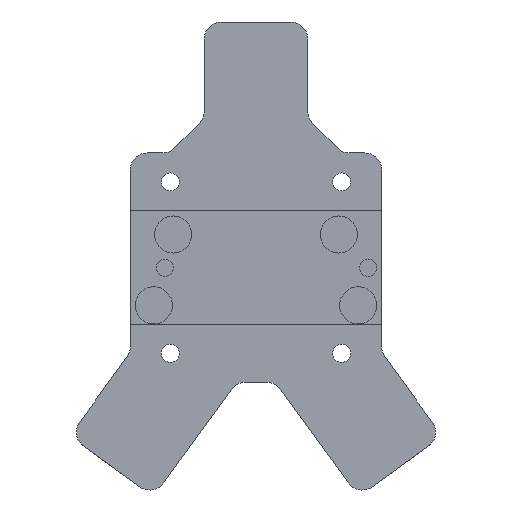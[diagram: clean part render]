
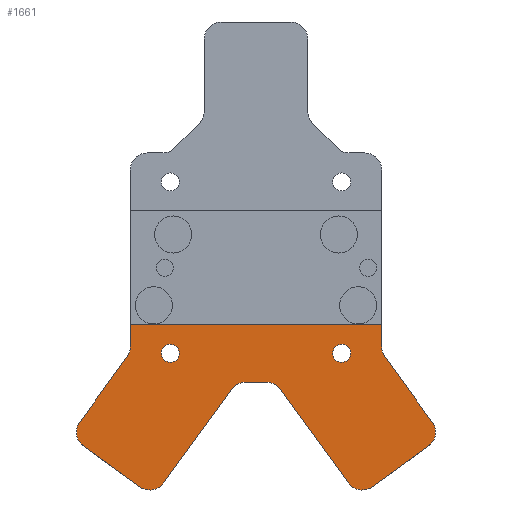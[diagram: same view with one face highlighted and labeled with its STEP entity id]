
A CAD part, front view. The second image highlights one B-rep face of the part: STEP entity #1661.
In plain terms, the highlighted planar face has unit normal (0, -1, 0).
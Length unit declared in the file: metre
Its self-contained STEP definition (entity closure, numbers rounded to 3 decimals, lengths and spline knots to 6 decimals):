
#72=CIRCLE('',#1781,0.001575);
#74=CIRCLE('',#1784,0.001575);
#108=CIRCLE('',#1824,0.003);
#109=CIRCLE('',#1825,0.003);
#110=CIRCLE('',#1826,0.003);
#111=CIRCLE('',#1827,0.003);
#112=CIRCLE('',#1828,0.003);
#113=CIRCLE('',#1829,0.003);
#114=CIRCLE('',#1830,0.003);
#115=CIRCLE('',#1831,0.003);
#354=ORIENTED_EDGE('',*,*,#753,.F.);
#355=ORIENTED_EDGE('',*,*,#754,.T.);
#356=ORIENTED_EDGE('',*,*,#755,.T.);
#357=ORIENTED_EDGE('',*,*,#756,.T.);
#358=ORIENTED_EDGE('',*,*,#682,.F.);
#359=ORIENTED_EDGE('',*,*,#757,.T.);
#360=ORIENTED_EDGE('',*,*,#676,.T.);
#361=ORIENTED_EDGE('',*,*,#758,.T.);
#362=ORIENTED_EDGE('',*,*,#759,.F.);
#363=ORIENTED_EDGE('',*,*,#760,.T.);
#364=ORIENTED_EDGE('',*,*,#761,.F.);
#365=ORIENTED_EDGE('',*,*,#762,.T.);
#366=ORIENTED_EDGE('',*,*,#763,.T.);
#367=ORIENTED_EDGE('',*,*,#764,.T.);
#368=ORIENTED_EDGE('',*,*,#672,.F.);
#369=ORIENTED_EDGE('',*,*,#765,.T.);
#370=ORIENTED_EDGE('',*,*,#766,.F.);
#371=ORIENTED_EDGE('',*,*,#767,.T.);
#372=ORIENTED_EDGE('',*,*,#696,.F.);
#373=ORIENTED_EDGE('',*,*,#694,.F.);
#672=EDGE_CURVE('',#888,#889,#1048,.T.);
#676=EDGE_CURVE('',#893,#892,#1052,.T.);
#682=EDGE_CURVE('',#898,#899,#1058,.T.);
#694=EDGE_CURVE('',#910,#910,#72,.F.);
#696=EDGE_CURVE('',#912,#912,#74,.F.);
#753=EDGE_CURVE('',#958,#959,#1093,.T.);
#754=EDGE_CURVE('',#958,#960,#108,.F.);
#755=EDGE_CURVE('',#960,#961,#1094,.T.);
#756=EDGE_CURVE('',#961,#899,#109,.T.);
#757=EDGE_CURVE('',#898,#893,#1095,.T.);
#758=EDGE_CURVE('',#892,#962,#110,.T.);
#759=EDGE_CURVE('',#963,#962,#1096,.T.);
#760=EDGE_CURVE('',#963,#964,#111,.F.);
#761=EDGE_CURVE('',#965,#964,#1097,.T.);
#762=EDGE_CURVE('',#965,#966,#112,.F.);
#763=EDGE_CURVE('',#966,#967,#1098,.T.);
#764=EDGE_CURVE('',#967,#889,#113,.T.);
#765=EDGE_CURVE('',#888,#968,#114,.T.);
#766=EDGE_CURVE('',#969,#968,#1099,.T.);
#767=EDGE_CURVE('',#969,#959,#115,.F.);
#888=VERTEX_POINT('',#2581);
#889=VERTEX_POINT('',#2583);
#892=VERTEX_POINT('',#2590);
#893=VERTEX_POINT('',#2592);
#898=VERTEX_POINT('',#2604);
#899=VERTEX_POINT('',#2605);
#910=VERTEX_POINT('',#2630);
#912=VERTEX_POINT('',#2635);
#958=VERTEX_POINT('',#2744);
#959=VERTEX_POINT('',#2745);
#960=VERTEX_POINT('',#2747);
#961=VERTEX_POINT('',#2749);
#962=VERTEX_POINT('',#2753);
#963=VERTEX_POINT('',#2755);
#964=VERTEX_POINT('',#2757);
#965=VERTEX_POINT('',#2759);
#966=VERTEX_POINT('',#2761);
#967=VERTEX_POINT('',#2763);
#968=VERTEX_POINT('',#2766);
#969=VERTEX_POINT('',#2768);
#1048=LINE('',#2582,#1190);
#1052=LINE('',#2591,#1194);
#1058=LINE('',#2603,#1200);
#1093=LINE('',#2743,#1235);
#1094=LINE('',#2748,#1236);
#1095=LINE('',#2751,#1237);
#1096=LINE('',#2754,#1238);
#1097=LINE('',#2758,#1239);
#1098=LINE('',#2762,#1240);
#1099=LINE('',#2767,#1241);
#1190=VECTOR('',#2048,1.);
#1194=VECTOR('',#2054,1.);
#1200=VECTOR('',#2062,1.);
#1235=VECTOR('',#2187,1.);
#1236=VECTOR('',#2190,1.);
#1237=VECTOR('',#2193,1.);
#1238=VECTOR('',#2196,1.);
#1239=VECTOR('',#2199,1.);
#1240=VECTOR('',#2202,1.);
#1241=VECTOR('',#2207,1.);
#1339=EDGE_LOOP('',(#354,#355,#356,#357,#358,#359,#360,#361,#362,#363,#364,
#365,#366,#367,#368,#369,#370,#371));
#1340=EDGE_LOOP('',(#372));
#1341=EDGE_LOOP('',(#373));
#1481=FACE_BOUND('',#1339,.T.);
#1482=FACE_BOUND('',#1340,.T.);
#1483=FACE_BOUND('',#1341,.T.);
#1594=PLANE('',#1823);
#1661=ADVANCED_FACE('',(#1481,#1482,#1483),#1594,.F.);
#1781=AXIS2_PLACEMENT_3D('',#2629,#2078,#2079);
#1784=AXIS2_PLACEMENT_3D('',#2634,#2084,#2085);
#1823=AXIS2_PLACEMENT_3D('',#2742,#2185,#2186);
#1824=AXIS2_PLACEMENT_3D('',#2746,#2188,#2189);
#1825=AXIS2_PLACEMENT_3D('',#2750,#2191,#2192);
#1826=AXIS2_PLACEMENT_3D('',#2752,#2194,#2195);
#1827=AXIS2_PLACEMENT_3D('',#2756,#2197,#2198);
#1828=AXIS2_PLACEMENT_3D('',#2760,#2200,#2201);
#1829=AXIS2_PLACEMENT_3D('',#2764,#2203,#2204);
#1830=AXIS2_PLACEMENT_3D('',#2765,#2205,#2206);
#1831=AXIS2_PLACEMENT_3D('',#2769,#2208,#2209);
#2048=DIRECTION('',(-1.,0.,0.));
#2054=DIRECTION('',(0.,0.,-1.));
#2062=DIRECTION('',(0.,0.,-1.));
#2078=DIRECTION('',(0.,1.,0.));
#2079=DIRECTION('',(-1.,0.,0.));
#2084=DIRECTION('',(0.,1.,0.));
#2085=DIRECTION('',(-1.,0.,0.));
#2185=DIRECTION('',(0.,1.,0.));
#2186=DIRECTION('',(-1.,0.,0.));
#2187=DIRECTION('',(-0.809,0.,-0.588));
#2188=DIRECTION('',(0.,1.,0.));
#2189=DIRECTION('',(-1.,0.,0.));
#2190=DIRECTION('',(-0.588,0.,0.809));
#2191=DIRECTION('',(0.,1.,0.));
#2192=DIRECTION('',(-1.,0.,0.));
#2193=DIRECTION('',(-1.,0.,0.));
#2194=DIRECTION('',(0.,1.,0.));
#2195=DIRECTION('',(-1.,0.,0.));
#2196=DIRECTION('',(0.588,0.,0.809));
#2197=DIRECTION('',(0.,1.,0.));
#2198=DIRECTION('',(-1.,0.,0.));
#2199=DIRECTION('',(-0.809,0.,0.588));
#2200=DIRECTION('',(0.,1.,0.));
#2201=DIRECTION('',(-1.,0.,0.));
#2202=DIRECTION('',(0.588,0.,0.809));
#2203=DIRECTION('',(0.,1.,0.));
#2204=DIRECTION('',(-1.,0.,0.));
#2205=DIRECTION('',(0.,1.,0.));
#2206=DIRECTION('',(-1.,0.,0.));
#2207=DIRECTION('',(-0.588,0.,0.809));
#2208=DIRECTION('',(0.,1.,0.));
#2209=DIRECTION('',(-1.,0.,0.));
#2581=CARTESIAN_POINT('',(0.001839,0.0249,-0.035394));
#2582=CARTESIAN_POINT('',(0.,0.0249,-0.035394));
#2583=CARTESIAN_POINT('',(-0.001839,0.0249,-0.035394));
#2590=CARTESIAN_POINT('',(-0.022,0.0249,-0.029185));
#2591=CARTESIAN_POINT('',(-0.022,0.0249,-0.015319));
#2592=CARTESIAN_POINT('',(-0.022,0.0249,-0.025319));
#2603=CARTESIAN_POINT('',(0.022,0.0249,-0.015319));
#2604=CARTESIAN_POINT('',(0.022,0.0249,-0.025319));
#2605=CARTESIAN_POINT('',(0.022,0.0249,-0.029185));
#2629=CARTESIAN_POINT('',(0.015,0.0249,-0.030319));
#2630=CARTESIAN_POINT('',(0.013425,0.0249,-0.030319));
#2634=CARTESIAN_POINT('',(-0.015,0.0249,-0.030319));
#2635=CARTESIAN_POINT('',(-0.016575,0.0249,-0.030319));
#2742=CARTESIAN_POINT('',(0.,0.0249,-0.015319));
#2743=CARTESIAN_POINT('',(0.025275,0.0249,-0.050107));
#2744=CARTESIAN_POINT('',(0.03019,0.0249,-0.046536));
#2745=CARTESIAN_POINT('',(0.02036,0.0249,-0.053677));
#2746=CARTESIAN_POINT('',(0.028426,0.0249,-0.044109));
#2747=CARTESIAN_POINT('',(0.030853,0.0249,-0.042345));
#2748=CARTESIAN_POINT('',(0.027914,0.0249,-0.0383));
#2749=CARTESIAN_POINT('',(0.022573,0.0249,-0.030949));
#2750=CARTESIAN_POINT('',(0.025,0.0249,-0.029185));
#2751=CARTESIAN_POINT('',(0.,0.0249,-0.025319));
#2752=CARTESIAN_POINT('',(-0.025,0.0249,-0.029185));
#2753=CARTESIAN_POINT('',(-0.022573,0.0249,-0.030949));
#2754=CARTESIAN_POINT('',(-0.027914,0.0249,-0.0383));
#2755=CARTESIAN_POINT('',(-0.030853,0.0249,-0.042345));
#2756=CARTESIAN_POINT('',(-0.028426,0.0249,-0.044109));
#2757=CARTESIAN_POINT('',(-0.03019,0.0249,-0.046536));
#2758=CARTESIAN_POINT('',(-0.025275,0.0249,-0.050107));
#2759=CARTESIAN_POINT('',(-0.02036,0.0249,-0.053677));
#2760=CARTESIAN_POINT('',(-0.018597,0.0249,-0.05125));
#2761=CARTESIAN_POINT('',(-0.01617,0.0249,-0.053014));
#2762=CARTESIAN_POINT('',(-0.013231,0.0249,-0.048969));
#2763=CARTESIAN_POINT('',(-0.004266,0.0249,-0.036631));
#2764=CARTESIAN_POINT('',(-0.001839,0.0249,-0.038394));
#2765=CARTESIAN_POINT('',(0.001839,0.0249,-0.038394));
#2766=CARTESIAN_POINT('',(0.004266,0.0249,-0.036631));
#2767=CARTESIAN_POINT('',(0.013231,0.0249,-0.048969));
#2768=CARTESIAN_POINT('',(0.01617,0.0249,-0.053014));
#2769=CARTESIAN_POINT('',(0.018597,0.0249,-0.05125));
